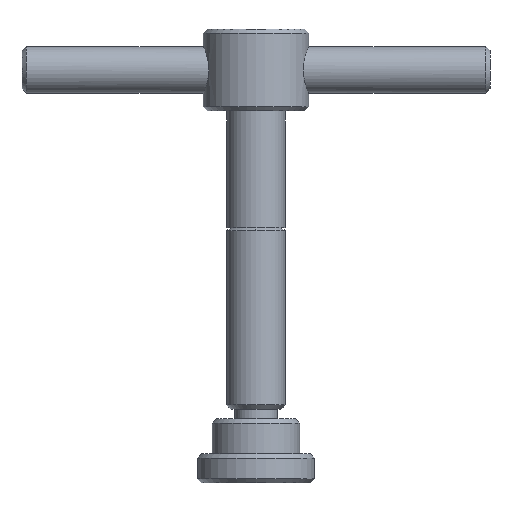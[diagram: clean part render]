
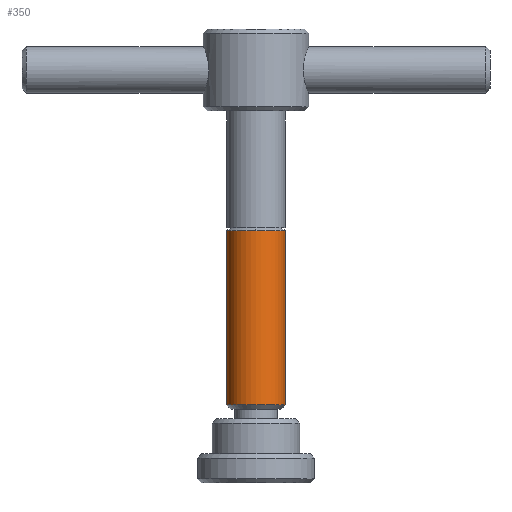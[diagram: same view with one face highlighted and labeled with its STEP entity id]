
A CAD part, front view. The second image highlights one B-rep face of the part: STEP entity #350.
In plain terms, the highlighted cylindrical face has radius 5 mm (diameter 10 mm), a partial arc.
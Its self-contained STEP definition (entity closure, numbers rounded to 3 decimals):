
#244=EDGE_CURVE('',#318,#490,#643,.T.);
#270=EDGE_CURVE('',#340,#318,#673,.T.);
#318=VERTEX_POINT('',#731);
#340=VERTEX_POINT('',#758);
#342=VERTEX_POINT('',#760);
#350=ADVANCED_FACE('',(#769),#770,.T.);
#382=EDGE_CURVE('',#342,#340,#805,.T.);
#440=EDGE_CURVE('',#490,#494,#866,.T.);
#442=EDGE_CURVE('',#494,#342,#868,.T.);
#490=VERTEX_POINT('',#918);
#494=VERTEX_POINT('',#923);
#643=CIRCLE('',#1105,5.0);
#673=LINE('',#1158,#1159);
#731=CARTESIAN_POINT('',(-5.,0.,13.35));
#758=CARTESIAN_POINT('',(-5.,0.,43.131));
#760=CARTESIAN_POINT('',(0.,-5.,43.131));
#769=FACE_OUTER_BOUND('',#1272,.T.);
#770=CYLINDRICAL_SURFACE('',#1273,5.0);
#805=CIRCLE('',#1342,5.0);
#866=LINE('',#1453,#1454);
#868=CIRCLE('',#1457,5.0);
#918=CARTESIAN_POINT('',(5.,0.,13.35));
#923=CARTESIAN_POINT('',(5.,0.,43.131));
#1105=AXIS2_PLACEMENT_3D('',#1778,#1779,#1780);
#1158=CARTESIAN_POINT('',(-5.,0.,38.475));
#1159=VECTOR('',#1825,1.0);
#1272=EDGE_LOOP('',(#1974,#1975,#1976,#1977,#1978));
#1273=AXIS2_PLACEMENT_3D('',#1979,#1980,#1981);
#1342=AXIS2_PLACEMENT_3D('',#2025,#2026,#2027);
#1453=CARTESIAN_POINT('',(5.,0.,38.475));
#1454=VECTOR('',#2086,1.0);
#1457=AXIS2_PLACEMENT_3D('',#2087,#2088,#2089);
#1778=CARTESIAN_POINT('',(0.,0.,13.35));
#1779=DIRECTION('',(0.,0.,1.0));
#1780=DIRECTION('',(1.0,0.,0.));
#1825=DIRECTION('',(0.,0.,-1.0));
#1974=ORIENTED_EDGE('',*,*,#440,.T.);
#1975=ORIENTED_EDGE('',*,*,#442,.T.);
#1976=ORIENTED_EDGE('',*,*,#382,.T.);
#1977=ORIENTED_EDGE('',*,*,#270,.T.);
#1978=ORIENTED_EDGE('',*,*,#244,.T.);
#1979=CARTESIAN_POINT('',(0.,0.,38.475));
#1980=DIRECTION('',(0.,0.,-1.0));
#1981=DIRECTION('',(1.0,0.,0.));
#2025=CARTESIAN_POINT('',(0.,0.,43.131));
#2026=DIRECTION('',(0.,0.,-1.0));
#2027=DIRECTION('',(1.0,0.,0.));
#2086=DIRECTION('',(0.,0.,1.0));
#2087=CARTESIAN_POINT('',(0.,0.,43.131));
#2088=DIRECTION('',(0.,0.,-1.0));
#2089=DIRECTION('',(1.0,0.,0.));
